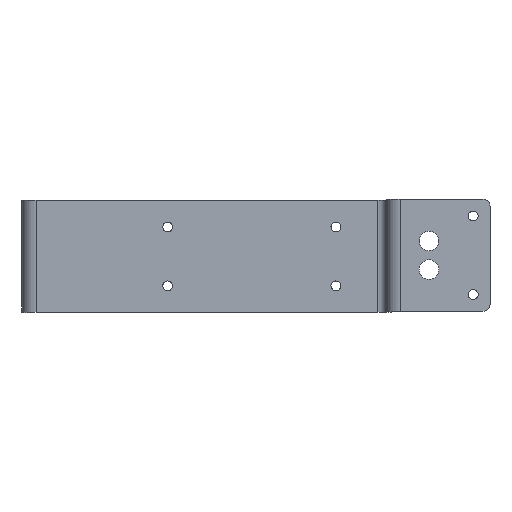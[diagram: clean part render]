
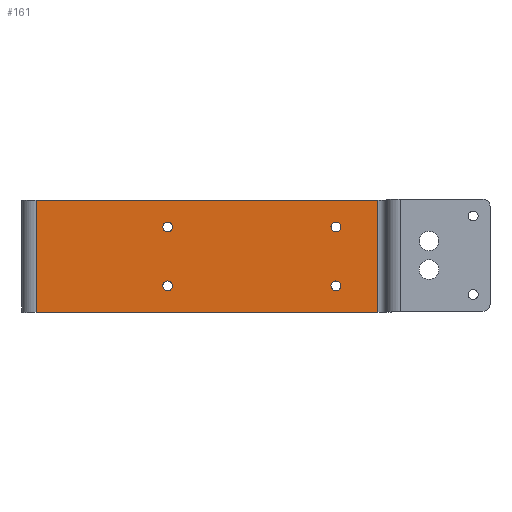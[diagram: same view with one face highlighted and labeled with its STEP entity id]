
A CAD part, top view. The second image highlights one B-rep face of the part: STEP entity #161.
In plain terms, the highlighted planar face has unit normal (0, 0, 1).
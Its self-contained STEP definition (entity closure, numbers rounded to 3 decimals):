
#101=FACE_BOUND('',#285,.T.);
#102=FACE_BOUND('',#286,.T.);
#103=FACE_BOUND('',#287,.T.);
#104=FACE_BOUND('',#288,.T.);
#105=FACE_BOUND('',#289,.T.);
#161=ADVANCED_FACE('',(#101,#102,#103,#104,#105),#215,.F.);
#215=PLANE('',#1156);
#285=EDGE_LOOP('',(#530));
#286=EDGE_LOOP('',(#531));
#287=EDGE_LOOP('',(#532));
#288=EDGE_LOOP('',(#533));
#289=EDGE_LOOP('',(#534,#535,#536,#537));
#406=CIRCLE('',#1152,1.75);
#407=CIRCLE('',#1153,1.75);
#408=CIRCLE('',#1154,1.75);
#409=CIRCLE('',#1155,1.75);
#530=ORIENTED_EDGE('',*,*,#901,.T.);
#531=ORIENTED_EDGE('',*,*,#902,.T.);
#532=ORIENTED_EDGE('',*,*,#903,.T.);
#533=ORIENTED_EDGE('',*,*,#904,.T.);
#534=ORIENTED_EDGE('',*,*,#826,.F.);
#535=ORIENTED_EDGE('',*,*,#905,.T.);
#536=ORIENTED_EDGE('',*,*,#837,.T.);
#537=ORIENTED_EDGE('',*,*,#906,.T.);
#722=VERTEX_POINT('',#1564);
#723=VERTEX_POINT('',#1566);
#733=VERTEX_POINT('',#1588);
#734=VERTEX_POINT('',#1590);
#784=VERTEX_POINT('',#1711);
#785=VERTEX_POINT('',#1713);
#786=VERTEX_POINT('',#1715);
#787=VERTEX_POINT('',#1717);
#826=EDGE_CURVE('',#722,#723,#962,.T.);
#837=EDGE_CURVE('',#734,#733,#969,.T.);
#901=EDGE_CURVE('',#784,#784,#406,.T.);
#902=EDGE_CURVE('',#785,#785,#407,.T.);
#903=EDGE_CURVE('',#786,#786,#408,.T.);
#904=EDGE_CURVE('',#787,#787,#409,.T.);
#905=EDGE_CURVE('',#722,#734,#997,.T.);
#906=EDGE_CURVE('',#733,#723,#998,.T.);
#962=LINE('',#1565,#1034);
#969=LINE('',#1589,#1041);
#997=LINE('',#1718,#1069);
#998=LINE('',#1719,#1070);
#1034=VECTOR('',#1239,1.);
#1041=VECTOR('',#1258,1.);
#1069=VECTOR('',#1380,1.);
#1070=VECTOR('',#1381,1.);
#1152=AXIS2_PLACEMENT_3D('',#1710,#1372,#1373);
#1153=AXIS2_PLACEMENT_3D('',#1712,#1374,#1375);
#1154=AXIS2_PLACEMENT_3D('',#1714,#1376,#1377);
#1155=AXIS2_PLACEMENT_3D('',#1716,#1378,#1379);
#1156=AXIS2_PLACEMENT_3D('',#1720,#1382,#1383);
#1239=DIRECTION('',(1.,0.,0.));
#1258=DIRECTION('',(1.,0.,0.));
#1372=DIRECTION('',(0.,0.,-1.));
#1373=DIRECTION('',(-1.,0.,0.));
#1374=DIRECTION('',(0.,0.,-1.));
#1375=DIRECTION('',(-1.,0.,0.));
#1376=DIRECTION('',(0.,0.,-1.));
#1377=DIRECTION('',(-1.,0.,0.));
#1378=DIRECTION('',(0.,0.,-1.));
#1379=DIRECTION('',(-1.,0.,0.));
#1380=DIRECTION('',(0.,-1.,0.));
#1381=DIRECTION('',(0.,1.,0.));
#1382=DIRECTION('',(0.,0.,-1.));
#1383=DIRECTION('',(-1.,0.,0.));
#1564=CARTESIAN_POINT('',(5.,22.5,50.));
#1565=CARTESIAN_POINT('',(0.,22.5,50.));
#1566=CARTESIAN_POINT('',(127.,22.5,50.));
#1588=CARTESIAN_POINT('',(127.,-17.5,50.));
#1589=CARTESIAN_POINT('',(0.,-17.5,50.));
#1590=CARTESIAN_POINT('',(5.,-17.5,50.));
#1710=CARTESIAN_POINT('',(112.,13.,50.));
#1711=CARTESIAN_POINT('',(110.25,13.,50.));
#1712=CARTESIAN_POINT('',(112.,-8.,50.));
#1713=CARTESIAN_POINT('',(110.25,-8.,50.));
#1714=CARTESIAN_POINT('',(52.,13.,50.));
#1715=CARTESIAN_POINT('',(50.25,13.,50.));
#1716=CARTESIAN_POINT('',(52.,-8.,50.));
#1717=CARTESIAN_POINT('',(50.25,-8.,50.));
#1718=CARTESIAN_POINT('',(5.,22.5,50.));
#1719=CARTESIAN_POINT('',(127.,22.5,50.));
#1720=CARTESIAN_POINT('',(0.,22.5,50.));
